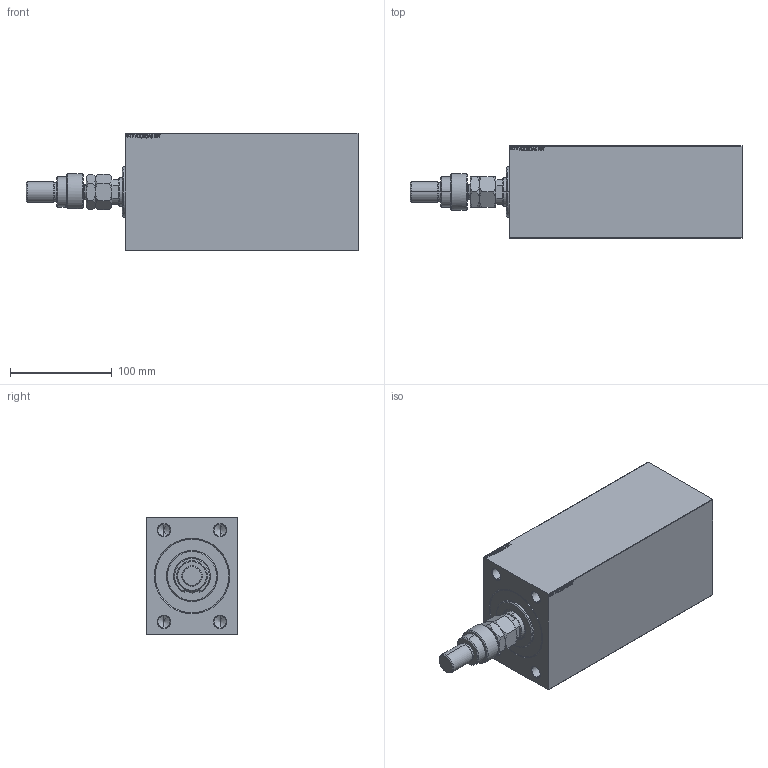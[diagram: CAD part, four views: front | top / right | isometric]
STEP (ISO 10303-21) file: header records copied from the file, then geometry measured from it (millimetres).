
FILE_DESCRIPTION (( 'STEP AP203' ), '1' );
FILE_NAME ('8c95.STEP', '2025-02-12T10:06:57', ( '' ), ( '' ), 'SwSTEP 2.0', 'SolidWorks 2019', '' );
FILE_SCHEMA (( 'CONFIG_CONTROL_DESIGN' ));
Length unit declared in the file: millimetre
Products named in the file (7): 8c95; FEMALE_PART_FOR_DFA 5b2e7b560ecf2418cef7d77b1a330b44; V450CM_B_VCP 5b2e7b560ecf2418cef7d77b1a330b44; V450CM_B_Body 5b2e7b560ecf2418cef7d77b1a330b44; MFA 5b2e7b560ecf2418cef7d77b1a330b44; DFA 5b2e7b560ecf2418cef7d77b1a330b44; V450CM_VC_B 5b2e7b560ecf2418cef7d77b1a330b44
Assembly tree (6 placements, depth 3):
  8c95
    V450CM_B_Body 5b2e7b560ecf2418cef7d77b1a330b44
    V450CM_B_VCP 5b2e7b560ecf2418cef7d77b1a330b44
    V450CM_VC_B 5b2e7b560ecf2418cef7d77b1a330b44
    DFA 5b2e7b560ecf2418cef7d77b1a330b44
      FEMALE_PART_FOR_DFA 5b2e7b560ecf2418cef7d77b1a330b44
      MFA 5b2e7b560ecf2418cef7d77b1a330b44
Bounding box: 325.5 x 90 x 115 mm (x, y, z)
Volume: 2012018.3 mm3; surface area: 220985.4 mm2
Topology: 5 solids, 5 shells, 969 faces, 2444 edges, 1585 vertices
Faces by surface type: plane 430, bspline 380, cone 86, cylinder 69, torus 4
Entity records: 47327 total; most frequent: CARTESIAN_POINT 25980, ORIENTED_EDGE 4852, DIRECTION 3008, EDGE_CURVE 2426, VERTEX_POINT 1585, VECTOR 1390, LINE 1390, EDGE_LOOP 1093
